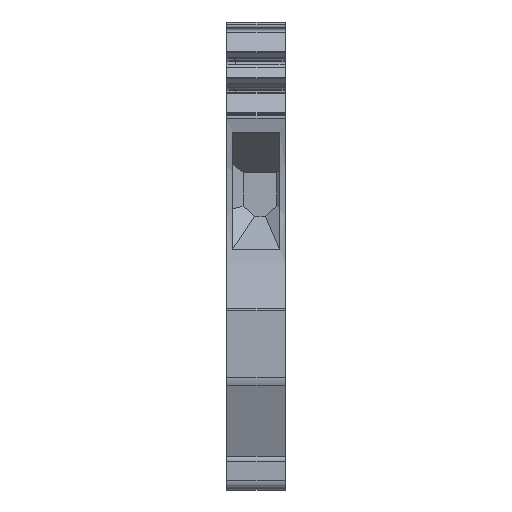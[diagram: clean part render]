
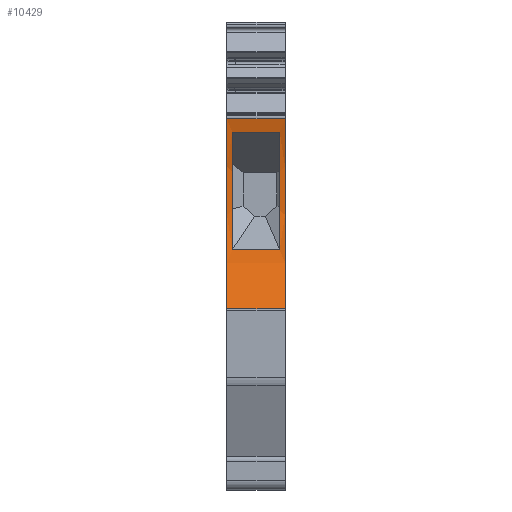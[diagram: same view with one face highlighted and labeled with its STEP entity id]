
A CAD part, front view. The second image highlights one B-rep face of the part: STEP entity #10429.
In plain terms, the highlighted cylindrical face has radius 30 mm (diameter 60 mm), a partial arc.
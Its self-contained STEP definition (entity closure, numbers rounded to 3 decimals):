
#1651=AXIS2_PLACEMENT_3D('Circle Axis2P3D',#1649,#1650,$) ;
#2770=AXIS2_PLACEMENT_3D('Circle Axis2P3D',#2768,#2769,$) ;
#4967=AXIS2_PLACEMENT_3D('Circle Axis2P3D',#4965,#4966,$) ;
#6653=AXIS2_PLACEMENT_3D('Circle Axis2P3D',#6651,#6652,$) ;
#10410=AXIS2_PLACEMENT_3D('Cylinder Axis2P3D',#10407,#10408,#10409) ;
#1646=CARTESIAN_POINT('Vertex',(0.,0.202,18.734)) ;
#1649=CARTESIAN_POINT('Axis2P3D Location',(0.,-27.323,30.667)) ;
#1653=CARTESIAN_POINT('Vertex',(0.,1.673,38.366)) ;
#2765=CARTESIAN_POINT('Vertex',(6.,1.673,38.366)) ;
#2768=CARTESIAN_POINT('Axis2P3D Location',(6.,-27.323,30.667)) ;
#2772=CARTESIAN_POINT('Vertex',(6.,0.202,18.734)) ;
#4895=CARTESIAN_POINT('Line Origine',(3.,2.012,36.95)) ;
#4899=CARTESIAN_POINT('Vertex',(0.55,2.012,36.95)) ;
#4901=CARTESIAN_POINT('Vertex',(5.45,2.012,36.95)) ;
#4957=CARTESIAN_POINT('Vertex',(0.55,2.103,24.827)) ;
#4965=CARTESIAN_POINT('Axis2P3D Location',(0.55,-27.323,30.667)) ;
#5079=CARTESIAN_POINT('Vertex',(5.45,2.103,24.827)) ;
#6651=CARTESIAN_POINT('Axis2P3D Location',(5.45,-27.323,30.667)) ;
#6668=CARTESIAN_POINT('Line Origine',(3.,2.103,24.827)) ;
#10395=CARTESIAN_POINT('Line Origine',(3.,0.202,18.734)) ;
#10407=CARTESIAN_POINT('Axis2P3D Location',(3.,-27.323,30.667)) ;
#10412=CARTESIAN_POINT('Line Origine',(3.,1.673,38.366)) ;
#1650=DIRECTION('Axis2P3D Direction',(1.,0.,0.)) ;
#2769=DIRECTION('Axis2P3D Direction',(1.,0.,0.)) ;
#4896=DIRECTION('Vector Direction',(1.,0.,0.)) ;
#4966=DIRECTION('Axis2P3D Direction',(1.,0.,0.)) ;
#6652=DIRECTION('Axis2P3D Direction',(1.,0.,0.)) ;
#6669=DIRECTION('Vector Direction',(1.,0.,0.)) ;
#10396=DIRECTION('Vector Direction',(1.,0.,0.)) ;
#10408=DIRECTION('Axis2P3D Direction',(1.,0.,0.)) ;
#10409=DIRECTION('Axis2P3D XDirection',(0.,0.917,-0.398)) ;
#10413=DIRECTION('Vector Direction',(1.,0.,0.)) ;
#4897=VECTOR('Line Direction',#4896,1.) ;
#6670=VECTOR('Line Direction',#6669,1.) ;
#10397=VECTOR('Line Direction',#10396,1.) ;
#10414=VECTOR('Line Direction',#10413,1.) ;
#10418=ORIENTED_EDGE('',*,*,#10416,.F.) ;
#10419=ORIENTED_EDGE('',*,*,#1655,.T.) ;
#10420=ORIENTED_EDGE('',*,*,#10399,.T.) ;
#10421=ORIENTED_EDGE('',*,*,#2774,.F.) ;
#10424=ORIENTED_EDGE('',*,*,#6655,.F.) ;
#10425=ORIENTED_EDGE('',*,*,#6672,.F.) ;
#10426=ORIENTED_EDGE('',*,*,#4969,.T.) ;
#10427=ORIENTED_EDGE('',*,*,#4903,.T.) ;
#10428=FACE_BOUND('',#10423,.T.) ;
#10429=ADVANCED_FACE('KLTR',(#10422,#10428),#10411,.F.) ;
#1652=CIRCLE('generated circle',#1651,30.) ;
#2771=CIRCLE('generated circle',#2770,30.) ;
#4968=CIRCLE('generated circle',#4967,30.) ;
#6654=CIRCLE('generated circle',#6653,30.) ;
#10411=CYLINDRICAL_SURFACE('generated cylinder',#10410,30.) ;
#1655=EDGE_CURVE('',#1654,#1647,#1652,.F.) ;
#2774=EDGE_CURVE('',#2766,#2773,#2771,.F.) ;
#4903=EDGE_CURVE('',#4900,#4902,#4898,.T.) ;
#4969=EDGE_CURVE('',#4958,#4900,#4968,.T.) ;
#6655=EDGE_CURVE('',#5080,#4902,#6654,.T.) ;
#6672=EDGE_CURVE('',#4958,#5080,#6671,.T.) ;
#10399=EDGE_CURVE('',#1647,#2773,#10398,.T.) ;
#10416=EDGE_CURVE('',#1654,#2766,#10415,.T.) ;
#10417=EDGE_LOOP('',(#10418,#10419,#10420,#10421)) ;
#10423=EDGE_LOOP('',(#10424,#10425,#10426,#10427)) ;
#10422=FACE_OUTER_BOUND('',#10417,.T.) ;
#4898=LINE('Line',#4895,#4897) ;
#6671=LINE('Line',#6668,#6670) ;
#10398=LINE('Line',#10395,#10397) ;
#10415=LINE('Line',#10412,#10414) ;
#1647=VERTEX_POINT('',#1646) ;
#1654=VERTEX_POINT('',#1653) ;
#2766=VERTEX_POINT('',#2765) ;
#2773=VERTEX_POINT('',#2772) ;
#4900=VERTEX_POINT('',#4899) ;
#4902=VERTEX_POINT('',#4901) ;
#4958=VERTEX_POINT('',#4957) ;
#5080=VERTEX_POINT('',#5079) ;
